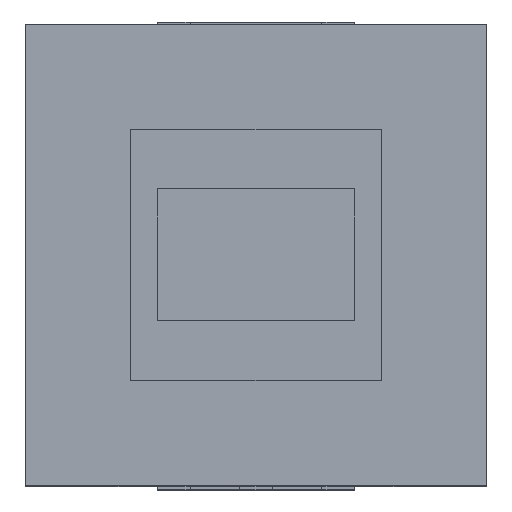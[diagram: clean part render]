
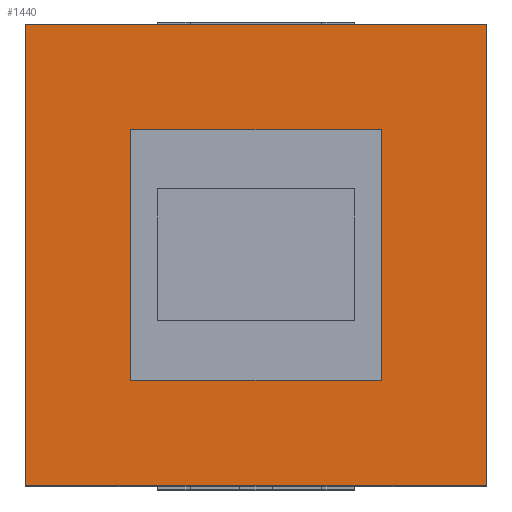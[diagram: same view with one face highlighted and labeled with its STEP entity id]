
A CAD part, top view. The second image highlights one B-rep face of the part: STEP entity #1440.
In plain terms, the highlighted planar face has unit normal (0, 0, 1).
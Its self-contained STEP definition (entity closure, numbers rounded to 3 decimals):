
#126 = PLANE('',#127);
#127 = AXIS2_PLACEMENT_3D('',#128,#129,#130);
#128 = CARTESIAN_POINT('',(6.,1.5,3.5));
#129 = DIRECTION('',(-1.,0.,0.));
#130 = DIRECTION('',(0.,0.,1.));
#181 = PLANE('',#182);
#182 = AXIS2_PLACEMENT_3D('',#183,#184,#185);
#183 = CARTESIAN_POINT('',(6.,1.5,3.5));
#184 = DIRECTION('',(0.,-1.,0.));
#185 = DIRECTION('',(0.,0.,1.));
#223 = VERTEX_POINT('',#224);
#224 = CARTESIAN_POINT('',(6.,1.5,7.));
#247 = VERTEX_POINT('',#248);
#248 = CARTESIAN_POINT('',(6.,-5.5,7.));
#262 = PLANE('',#263);
#263 = AXIS2_PLACEMENT_3D('',#264,#265,#266);
#264 = CARTESIAN_POINT('',(6.,-5.5,3.5));
#265 = DIRECTION('',(0.,-1.,0.));
#266 = DIRECTION('',(0.,0.,1.));
#274 = EDGE_CURVE('',#223,#247,#275,.T.);
#275 = SURFACE_CURVE('',#276,(#280,#287),.PCURVE_S1.);
#276 = LINE('',#277,#278);
#277 = CARTESIAN_POINT('',(6.,1.5,7.));
#278 = VECTOR('',#279,1.);
#279 = DIRECTION('',(0.,-1.,0.));
#280 = PCURVE('',#126,#281);
#281 = DEFINITIONAL_REPRESENTATION('',(#282),#286);
#282 = LINE('',#283,#284);
#283 = CARTESIAN_POINT('',(3.5,0.));
#284 = VECTOR('',#285,1.);
#285 = DIRECTION('',(0.,-1.));
#286 = ( GEOMETRIC_REPRESENTATION_CONTEXT(2) 
PARAMETRIC_REPRESENTATION_CONTEXT() REPRESENTATION_CONTEXT('2D SPACE',''
  ) );
#287 = PCURVE('',#288,#293);
#288 = PLANE('',#289);
#289 = AXIS2_PLACEMENT_3D('',#290,#291,#292);
#290 = CARTESIAN_POINT('',(6.,1.5,7.));
#291 = DIRECTION('',(0.,0.,1.));
#292 = DIRECTION('',(-1.,0.,0.));
#293 = DEFINITIONAL_REPRESENTATION('',(#294),#298);
#294 = LINE('',#295,#296);
#295 = CARTESIAN_POINT('',(0.,0.));
#296 = VECTOR('',#297,1.);
#297 = DIRECTION('',(0.,1.));
#298 = ( GEOMETRIC_REPRESENTATION_CONTEXT(2) 
PARAMETRIC_REPRESENTATION_CONTEXT() REPRESENTATION_CONTEXT('2D SPACE',''
  ) );
#1290 = EDGE_CURVE('',#223,#1291,#1293,.T.);
#1291 = VERTEX_POINT('',#1292);
#1292 = CARTESIAN_POINT('',(-1.,1.5,7.));
#1293 = SURFACE_CURVE('',#1294,(#1298,#1305),.PCURVE_S1.);
#1294 = LINE('',#1295,#1296);
#1295 = CARTESIAN_POINT('',(6.,1.5,7.));
#1296 = VECTOR('',#1297,1.);
#1297 = DIRECTION('',(-1.,0.,0.));
#1298 = PCURVE('',#181,#1299);
#1299 = DEFINITIONAL_REPRESENTATION('',(#1300),#1304);
#1300 = LINE('',#1301,#1302);
#1301 = CARTESIAN_POINT('',(3.5,0.));
#1302 = VECTOR('',#1303,1.);
#1303 = DIRECTION('',(0.,1.));
#1304 = ( GEOMETRIC_REPRESENTATION_CONTEXT(2) 
PARAMETRIC_REPRESENTATION_CONTEXT() REPRESENTATION_CONTEXT('2D SPACE',''
  ) );
#1305 = PCURVE('',#288,#1306);
#1306 = DEFINITIONAL_REPRESENTATION('',(#1307),#1311);
#1307 = LINE('',#1308,#1309);
#1308 = CARTESIAN_POINT('',(0.,0.));
#1309 = VECTOR('',#1310,1.);
#1310 = DIRECTION('',(1.,0.));
#1311 = ( GEOMETRIC_REPRESENTATION_CONTEXT(2) 
PARAMETRIC_REPRESENTATION_CONTEXT() REPRESENTATION_CONTEXT('2D SPACE',''
  ) );
#1329 = PLANE('',#1330);
#1330 = AXIS2_PLACEMENT_3D('',#1331,#1332,#1333);
#1331 = CARTESIAN_POINT('',(-1.,1.5,3.5));
#1332 = DIRECTION('',(-1.,0.,0.));
#1333 = DIRECTION('',(0.,0.,1.));
#1440 = ADVANCED_FACE('',(#1441,#1489),#288,.T.);
#1441 = FACE_BOUND('',#1442,.T.);
#1442 = EDGE_LOOP('',(#1443,#1444,#1445,#1468));
#1443 = ORIENTED_EDGE('',*,*,#274,.F.);
#1444 = ORIENTED_EDGE('',*,*,#1290,.T.);
#1445 = ORIENTED_EDGE('',*,*,#1446,.T.);
#1446 = EDGE_CURVE('',#1291,#1447,#1449,.T.);
#1447 = VERTEX_POINT('',#1448);
#1448 = CARTESIAN_POINT('',(-1.,-5.5,7.));
#1449 = SURFACE_CURVE('',#1450,(#1454,#1461),.PCURVE_S1.);
#1450 = LINE('',#1451,#1452);
#1451 = CARTESIAN_POINT('',(-1.,1.5,7.));
#1452 = VECTOR('',#1453,1.);
#1453 = DIRECTION('',(0.,-1.,0.));
#1454 = PCURVE('',#288,#1455);
#1455 = DEFINITIONAL_REPRESENTATION('',(#1456),#1460);
#1456 = LINE('',#1457,#1458);
#1457 = CARTESIAN_POINT('',(7.,0.));
#1458 = VECTOR('',#1459,1.);
#1459 = DIRECTION('',(0.,1.));
#1460 = ( GEOMETRIC_REPRESENTATION_CONTEXT(2) 
PARAMETRIC_REPRESENTATION_CONTEXT() REPRESENTATION_CONTEXT('2D SPACE',''
  ) );
#1461 = PCURVE('',#1329,#1462);
#1462 = DEFINITIONAL_REPRESENTATION('',(#1463),#1467);
#1463 = LINE('',#1464,#1465);
#1464 = CARTESIAN_POINT('',(3.5,0.));
#1465 = VECTOR('',#1466,1.);
#1466 = DIRECTION('',(0.,-1.));
#1467 = ( GEOMETRIC_REPRESENTATION_CONTEXT(2) 
PARAMETRIC_REPRESENTATION_CONTEXT() REPRESENTATION_CONTEXT('2D SPACE',''
  ) );
#1468 = ORIENTED_EDGE('',*,*,#1469,.F.);
#1469 = EDGE_CURVE('',#247,#1447,#1470,.T.);
#1470 = SURFACE_CURVE('',#1471,(#1475,#1482),.PCURVE_S1.);
#1471 = LINE('',#1472,#1473);
#1472 = CARTESIAN_POINT('',(6.,-5.5,7.));
#1473 = VECTOR('',#1474,1.);
#1474 = DIRECTION('',(-1.,0.,0.));
#1475 = PCURVE('',#288,#1476);
#1476 = DEFINITIONAL_REPRESENTATION('',(#1477),#1481);
#1477 = LINE('',#1478,#1479);
#1478 = CARTESIAN_POINT('',(0.,7.));
#1479 = VECTOR('',#1480,1.);
#1480 = DIRECTION('',(1.,0.));
#1481 = ( GEOMETRIC_REPRESENTATION_CONTEXT(2) 
PARAMETRIC_REPRESENTATION_CONTEXT() REPRESENTATION_CONTEXT('2D SPACE',''
  ) );
#1482 = PCURVE('',#262,#1483);
#1483 = DEFINITIONAL_REPRESENTATION('',(#1484),#1488);
#1484 = LINE('',#1485,#1486);
#1485 = CARTESIAN_POINT('',(3.5,0.));
#1486 = VECTOR('',#1487,1.);
#1487 = DIRECTION('',(0.,1.));
#1488 = ( GEOMETRIC_REPRESENTATION_CONTEXT(2) 
PARAMETRIC_REPRESENTATION_CONTEXT() REPRESENTATION_CONTEXT('2D SPACE',''
  ) );
#1489 = FACE_BOUND('',#1490,.T.);
#1490 = EDGE_LOOP('',(#1491,#1521,#1549,#1577));
#1491 = ORIENTED_EDGE('',*,*,#1492,.T.);
#1492 = EDGE_CURVE('',#1493,#1495,#1497,.T.);
#1493 = VERTEX_POINT('',#1494);
#1494 = CARTESIAN_POINT('',(4.4,-0.1,7.));
#1495 = VERTEX_POINT('',#1496);
#1496 = CARTESIAN_POINT('',(4.4,-3.9,7.));
#1497 = SURFACE_CURVE('',#1498,(#1502,#1509),.PCURVE_S1.);
#1498 = LINE('',#1499,#1500);
#1499 = CARTESIAN_POINT('',(4.4,-0.1,7.));
#1500 = VECTOR('',#1501,1.);
#1501 = DIRECTION('',(0.,-1.,0.));
#1502 = PCURVE('',#288,#1503);
#1503 = DEFINITIONAL_REPRESENTATION('',(#1504),#1508);
#1504 = LINE('',#1505,#1506);
#1505 = CARTESIAN_POINT('',(1.6,1.6));
#1506 = VECTOR('',#1507,1.);
#1507 = DIRECTION('',(0.,1.));
#1508 = ( GEOMETRIC_REPRESENTATION_CONTEXT(2) 
PARAMETRIC_REPRESENTATION_CONTEXT() REPRESENTATION_CONTEXT('2D SPACE',''
  ) );
#1509 = PCURVE('',#1510,#1515);
#1510 = PLANE('',#1511);
#1511 = AXIS2_PLACEMENT_3D('',#1512,#1513,#1514);
#1512 = CARTESIAN_POINT('',(4.4,-0.1,7.));
#1513 = DIRECTION('',(-1.,0.,0.));
#1514 = DIRECTION('',(0.,0.,1.));
#1515 = DEFINITIONAL_REPRESENTATION('',(#1516),#1520);
#1516 = LINE('',#1517,#1518);
#1517 = CARTESIAN_POINT('',(0.,0.));
#1518 = VECTOR('',#1519,1.);
#1519 = DIRECTION('',(0.,-1.));
#1520 = ( GEOMETRIC_REPRESENTATION_CONTEXT(2) 
PARAMETRIC_REPRESENTATION_CONTEXT() REPRESENTATION_CONTEXT('2D SPACE',''
  ) );
#1521 = ORIENTED_EDGE('',*,*,#1522,.T.);
#1522 = EDGE_CURVE('',#1495,#1523,#1525,.T.);
#1523 = VERTEX_POINT('',#1524);
#1524 = CARTESIAN_POINT('',(0.6,-3.9,7.));
#1525 = SURFACE_CURVE('',#1526,(#1530,#1537),.PCURVE_S1.);
#1526 = LINE('',#1527,#1528);
#1527 = CARTESIAN_POINT('',(4.4,-3.9,7.));
#1528 = VECTOR('',#1529,1.);
#1529 = DIRECTION('',(-1.,0.,0.));
#1530 = PCURVE('',#288,#1531);
#1531 = DEFINITIONAL_REPRESENTATION('',(#1532),#1536);
#1532 = LINE('',#1533,#1534);
#1533 = CARTESIAN_POINT('',(1.6,5.4));
#1534 = VECTOR('',#1535,1.);
#1535 = DIRECTION('',(1.,0.));
#1536 = ( GEOMETRIC_REPRESENTATION_CONTEXT(2) 
PARAMETRIC_REPRESENTATION_CONTEXT() REPRESENTATION_CONTEXT('2D SPACE',''
  ) );
#1537 = PCURVE('',#1538,#1543);
#1538 = PLANE('',#1539);
#1539 = AXIS2_PLACEMENT_3D('',#1540,#1541,#1542);
#1540 = CARTESIAN_POINT('',(4.4,-3.9,7.));
#1541 = DIRECTION('',(0.,-1.,0.));
#1542 = DIRECTION('',(0.,0.,1.));
#1543 = DEFINITIONAL_REPRESENTATION('',(#1544),#1548);
#1544 = LINE('',#1545,#1546);
#1545 = CARTESIAN_POINT('',(0.,0.));
#1546 = VECTOR('',#1547,1.);
#1547 = DIRECTION('',(0.,1.));
#1548 = ( GEOMETRIC_REPRESENTATION_CONTEXT(2) 
PARAMETRIC_REPRESENTATION_CONTEXT() REPRESENTATION_CONTEXT('2D SPACE',''
  ) );
#1549 = ORIENTED_EDGE('',*,*,#1550,.F.);
#1550 = EDGE_CURVE('',#1551,#1523,#1553,.T.);
#1551 = VERTEX_POINT('',#1552);
#1552 = CARTESIAN_POINT('',(0.6,-0.1,7.));
#1553 = SURFACE_CURVE('',#1554,(#1558,#1565),.PCURVE_S1.);
#1554 = LINE('',#1555,#1556);
#1555 = CARTESIAN_POINT('',(0.6,-0.1,7.));
#1556 = VECTOR('',#1557,1.);
#1557 = DIRECTION('',(0.,-1.,0.));
#1558 = PCURVE('',#288,#1559);
#1559 = DEFINITIONAL_REPRESENTATION('',(#1560),#1564);
#1560 = LINE('',#1561,#1562);
#1561 = CARTESIAN_POINT('',(5.4,1.6));
#1562 = VECTOR('',#1563,1.);
#1563 = DIRECTION('',(0.,1.));
#1564 = ( GEOMETRIC_REPRESENTATION_CONTEXT(2) 
PARAMETRIC_REPRESENTATION_CONTEXT() REPRESENTATION_CONTEXT('2D SPACE',''
  ) );
#1565 = PCURVE('',#1566,#1571);
#1566 = PLANE('',#1567);
#1567 = AXIS2_PLACEMENT_3D('',#1568,#1569,#1570);
#1568 = CARTESIAN_POINT('',(0.6,-0.1,7.));
#1569 = DIRECTION('',(-1.,0.,0.));
#1570 = DIRECTION('',(0.,0.,1.));
#1571 = DEFINITIONAL_REPRESENTATION('',(#1572),#1576);
#1572 = LINE('',#1573,#1574);
#1573 = CARTESIAN_POINT('',(0.,0.));
#1574 = VECTOR('',#1575,1.);
#1575 = DIRECTION('',(0.,-1.));
#1576 = ( GEOMETRIC_REPRESENTATION_CONTEXT(2) 
PARAMETRIC_REPRESENTATION_CONTEXT() REPRESENTATION_CONTEXT('2D SPACE',''
  ) );
#1577 = ORIENTED_EDGE('',*,*,#1578,.F.);
#1578 = EDGE_CURVE('',#1493,#1551,#1579,.T.);
#1579 = SURFACE_CURVE('',#1580,(#1584,#1591),.PCURVE_S1.);
#1580 = LINE('',#1581,#1582);
#1581 = CARTESIAN_POINT('',(4.4,-0.1,7.));
#1582 = VECTOR('',#1583,1.);
#1583 = DIRECTION('',(-1.,0.,0.));
#1584 = PCURVE('',#288,#1585);
#1585 = DEFINITIONAL_REPRESENTATION('',(#1586),#1590);
#1586 = LINE('',#1587,#1588);
#1587 = CARTESIAN_POINT('',(1.6,1.6));
#1588 = VECTOR('',#1589,1.);
#1589 = DIRECTION('',(1.,0.));
#1590 = ( GEOMETRIC_REPRESENTATION_CONTEXT(2) 
PARAMETRIC_REPRESENTATION_CONTEXT() REPRESENTATION_CONTEXT('2D SPACE',''
  ) );
#1591 = PCURVE('',#1592,#1597);
#1592 = PLANE('',#1593);
#1593 = AXIS2_PLACEMENT_3D('',#1594,#1595,#1596);
#1594 = CARTESIAN_POINT('',(4.4,-0.1,7.));
#1595 = DIRECTION('',(0.,-1.,0.));
#1596 = DIRECTION('',(0.,0.,1.));
#1597 = DEFINITIONAL_REPRESENTATION('',(#1598),#1602);
#1598 = LINE('',#1599,#1600);
#1599 = CARTESIAN_POINT('',(0.,0.));
#1600 = VECTOR('',#1601,1.);
#1601 = DIRECTION('',(0.,1.));
#1602 = ( GEOMETRIC_REPRESENTATION_CONTEXT(2) 
PARAMETRIC_REPRESENTATION_CONTEXT() REPRESENTATION_CONTEXT('2D SPACE',''
  ) );
